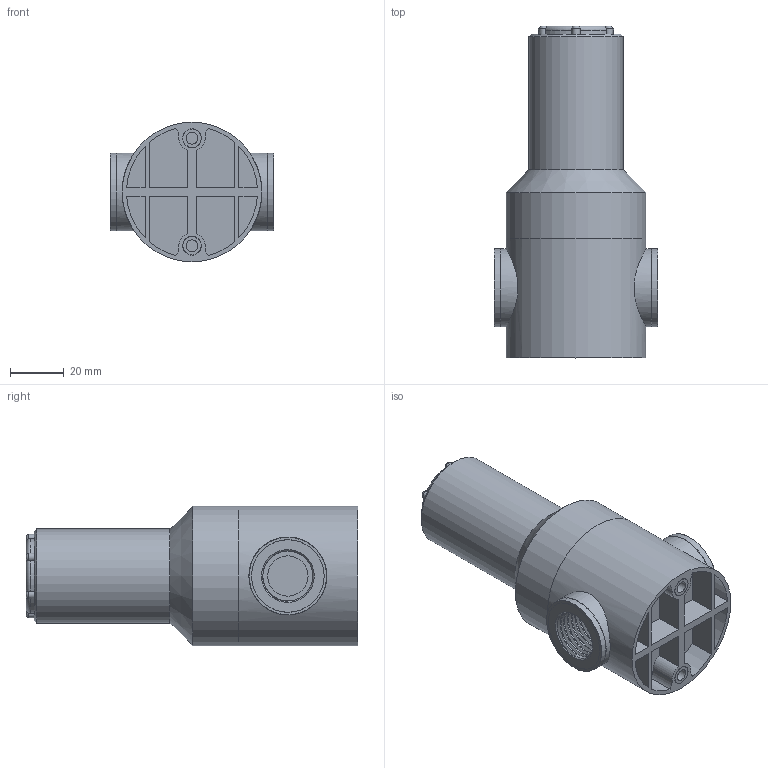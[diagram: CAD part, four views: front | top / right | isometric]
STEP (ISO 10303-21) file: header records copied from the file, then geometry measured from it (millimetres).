
FILE_DESCRIPTION (( 'STEP AP214' ), '1' );
FILE_NAME ('1-2-1101-0X.STEP', '2019-07-05T07:43:47', ( '' ), ( '' ), 'SwSTEP 2.0', 'SolidWorks 2019', '' );
FILE_SCHEMA (( 'AUTOMOTIVE_DESIGN' ));
Length unit declared in the file: millimetre
Products named in the file (13): 1-2-1101-0X; Moulded body Ring; 16mm Cap; PVC Bonnet all size_20mm GFPP; M5 Thread Inserts - no knurl; 20mm moulded body PS-95-341; PVC Bonnet all size
Assembly tree (7 placements, depth 2):
  1-2-1101-0X
    20mm moulded body PS-95-341
    PVC Bonnet all size_20mm GFPP
    Moulded body Ring  x2
    M5 Thread Inserts - no knurl  x2
    16mm Cap
  Moulded body Ring
  Moulded body Ring
  16mm Cap
  M5 Thread Inserts - no knurl
Bounding box: 61 x 123.47 x 52 mm (x, y, z)
Volume: 188659.1 mm3; surface area: 39935.9 mm2
Topology: 7 solids, 7 shells, 178 faces, 433 edges, 287 vertices
Faces by surface type: plane 79, cylinder 61, cone 17, bspline 14, torus 7
Full cylindrical faces by diameter (mm): 4.4 x2, 6.8 x2, 7 x2, 15 x1, 17 x1, 18.631 x14, 26.978 x2, 27.003 x2, 28.978 x2, 29 x2, 35 x1, 38 x1, 52 x2
Entity records: 8172 total; most frequent: CARTESIAN_POINT 4863, DIRECTION 611, ORIENTED_EDGE 578, EDGE_CURVE 289, AXIS2_PLACEMENT_3D 248, VERTEX_POINT 207, EDGE_LOOP 198, FACE_OUTER_BOUND 168
